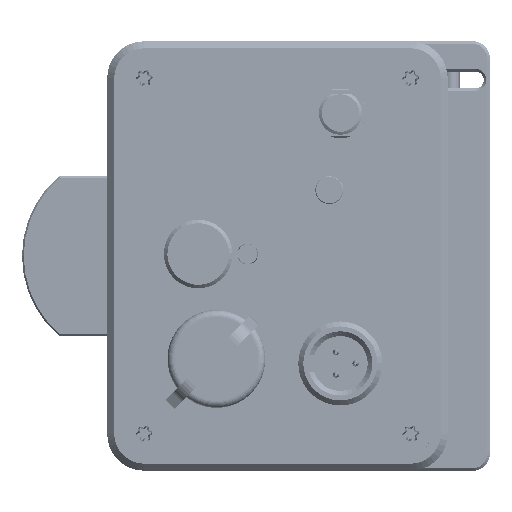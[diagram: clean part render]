
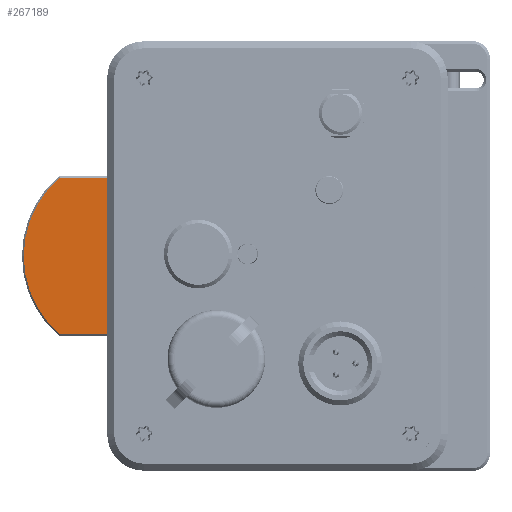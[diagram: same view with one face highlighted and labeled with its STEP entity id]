
A CAD part, left-side view. The second image highlights one B-rep face of the part: STEP entity #267189.
In plain terms, the highlighted planar face has unit normal (-1, 0, 0).
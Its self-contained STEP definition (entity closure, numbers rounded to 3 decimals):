
#7901 = CARTESIAN_POINT ( 'NONE',  ( 20.31, 10.757, 5.25 ) ) ;
#8265 = CIRCLE ( 'NONE', #64157, 1.25 ) ;
#10274 = EDGE_CURVE ( 'NONE', #201320, #52417, #291963, .T. ) ;
#12228 = CIRCLE ( 'NONE', #44631, 1.25 ) ;
#23226 = EDGE_CURVE ( 'NONE', #209398, #296174, #40743, .T. ) ;
#27463 = CARTESIAN_POINT ( 'NONE',  ( 20.31, 7.106, -3.092 ) ) ;
#29470 = CARTESIAN_POINT ( 'NONE',  ( 20.31, 10.757, 0. ) ) ;
#31341 = DIRECTION ( 'NONE',  ( 0., -1., 0. ) ) ;
#34556 = CARTESIAN_POINT ( 'NONE',  ( 20.31, 10.757, -5.25 ) ) ;
#37575 = AXIS2_PLACEMENT_3D ( 'NONE', #220313, #80669, #243780 ) ;
#40743 = LINE ( 'NONE', #73679, #95503 ) ;
#44631 = AXIS2_PLACEMENT_3D ( 'NONE', #29470, #192508, #52851 ) ;
#47478 = CARTESIAN_POINT ( 'NONE',  ( 20.31, 21.514, 0. ) ) ;
#49303 = EDGE_CURVE ( 'NONE', #209420, #279113, #169913, .T. ) ;
#52417 = VERTEX_POINT ( 'NONE', #127401 ) ;
#52578 = FACE_BOUND ( 'NONE', #97183, .T. ) ;
#52851 = DIRECTION ( 'NONE',  ( 0., 1., 0. ) ) ;
#54577 = CARTESIAN_POINT ( 'NONE',  ( 20.31, 21.514, 0. ) ) ;
#54727 = CARTESIAN_POINT ( 'NONE',  ( 20.31, 13.227, 5.25 ) ) ;
#58010 = DIRECTION ( 'NONE',  ( 0., -1., 0. ) ) ;
#58111 = DIRECTION ( 'NONE',  ( 1., 0., 0. ) ) ;
#61034 = AXIS2_PLACEMENT_3D ( 'NONE', #210365, #70783, #233896 ) ;
#64157 = AXIS2_PLACEMENT_3D ( 'NONE', #197682, #58111, #221209 ) ;
#68160 = CIRCLE ( 'NONE', #87027, 14.736 ) ;
#70783 = DIRECTION ( 'NONE',  ( 1., 0., 0. ) ) ;
#70951 = DIRECTION ( 'NONE',  ( 0., 1., 0. ) ) ;
#71066 = CARTESIAN_POINT ( 'NONE',  ( 20.31, 21.514, 0. ) ) ;
#71240 = VERTEX_POINT ( 'NONE', #252277 ) ;
#73679 = CARTESIAN_POINT ( 'NONE',  ( 20.31, 21.514, 11.18 ) ) ;
#74534 = VERTEX_POINT ( 'NONE', #149802 ) ;
#75921 = DIRECTION ( 'NONE',  ( -1., 0., 0. ) ) ;
#78078 = DIRECTION ( 'NONE',  ( 0., 1., 0. ) ) ;
#80669 = DIRECTION ( 'NONE',  ( -1., 0., 0. ) ) ;
#82592 = ORIENTED_EDGE ( 'NONE', *, *, #299280, .F. ) ;
#87027 = AXIS2_PLACEMENT_3D ( 'NONE', #71066, #234178, #94525 ) ;
#88167 = DIRECTION ( 'NONE',  ( 0., -1., 0. ) ) ;
#92895 = EDGE_CURVE ( 'NONE', #137842, #269746, #8265, .T. ) ;
#93395 = CIRCLE ( 'NONE', #192407, 14.736 ) ;
#94525 = DIRECTION ( 'NONE',  ( 0., 1., 0. ) ) ;
#95503 = VECTOR ( 'NONE', #260255, 1000. ) ;
#97183 = EDGE_LOOP ( 'NONE', ( #112342, #163367 ) ) ;
#98018 = CARTESIAN_POINT ( 'NONE',  ( 20.31, 0., 0. ) ) ;
#98290 = EDGE_CURVE ( 'NONE', #74534, #285885, #93395, .T. ) ;
#102476 = CARTESIAN_POINT ( 'NONE',  ( 20.31, 21.514, 0. ) ) ;
#102813 = CARTESIAN_POINT ( 'NONE',  ( 20.31, 31.114, 11.18 ) ) ;
#107251 = FACE_BOUND ( 'NONE', #156529, .T. ) ;
#108114 = EDGE_CURVE ( 'NONE', #296174, #74534, #278441, .T. ) ;
#112342 = ORIENTED_EDGE ( 'NONE', *, *, #10274, .F. ) ;
#113277 = AXIS2_PLACEMENT_3D ( 'NONE', #7901, #170961, #31341 ) ;
#120408 = CARTESIAN_POINT ( 'NONE',  ( 20.31, 11.914, -11.18 ) ) ;
#121426 = DIRECTION ( 'NONE',  ( 0., 1., 0. ) ) ;
#124401 = EDGE_CURVE ( 'NONE', #220317, #190696, #68160, .T. ) ;
#125923 = DIRECTION ( 'NONE',  ( 0., 1., 0. ) ) ;
#127401 = CARTESIAN_POINT ( 'NONE',  ( 20.31, 13.227, -5.25 ) ) ;
#130175 = EDGE_CURVE ( 'NONE', #190696, #71240, #167841, .T. ) ;
#137842 = VERTEX_POINT ( 'NONE', #240003 ) ;
#142325 = EDGE_CURVE ( 'NONE', #269746, #137842, #12228, .T. ) ;
#146451 = EDGE_CURVE ( 'NONE', #71240, #209398, #280751, .T. ) ;
#148703 = ORIENTED_EDGE ( 'NONE', *, *, #108114, .T. ) ;
#149802 = CARTESIAN_POINT ( 'NONE',  ( 20.31, 36.25, 0. ) ) ;
#150513 = EDGE_CURVE ( 'NONE', #52417, #201320, #200584, .T. ) ;
#153835 = ORIENTED_EDGE ( 'NONE', *, *, #247585, .T. ) ;
#156529 = EDGE_LOOP ( 'NONE', ( #160951, #164099 ) ) ;
#160951 = ORIENTED_EDGE ( 'NONE', *, *, #92895, .T. ) ;
#163367 = ORIENTED_EDGE ( 'NONE', *, *, #150513, .F. ) ;
#164099 = ORIENTED_EDGE ( 'NONE', *, *, #142325, .T. ) ;
#165071 = CIRCLE ( 'NONE', #237950, 2.47 ) ;
#167841 = CIRCLE ( 'NONE', #201745, 7.75 ) ;
#169913 = CIRCLE ( 'NONE', #113277, 2.47 ) ;
#170545 = AXIS2_PLACEMENT_3D ( 'NONE', #47478, #210516, #70951 ) ;
#170961 = DIRECTION ( 'NONE',  ( -1., 0., 0. ) ) ;
#171486 = ORIENTED_EDGE ( 'NONE', *, *, #130175, .T. ) ;
#176876 = CARTESIAN_POINT ( 'NONE',  ( 20.31, 21.514, -11.18 ) ) ;
#177656 = LINE ( 'NONE', #176876, #232413 ) ;
#183298 = AXIS2_PLACEMENT_3D ( 'NONE', #34556, #197582, #58010 ) ;
#190696 = VERTEX_POINT ( 'NONE', #27463 ) ;
#192407 = AXIS2_PLACEMENT_3D ( 'NONE', #102476, #265598, #125923 ) ;
#192508 = DIRECTION ( 'NONE',  ( 1., 0., 0. ) ) ;
#197582 = DIRECTION ( 'NONE',  ( -1., 0., 0. ) ) ;
#197682 = CARTESIAN_POINT ( 'NONE',  ( 20.31, 10.757, 0. ) ) ;
#200584 = CIRCLE ( 'NONE', #37575, 2.47 ) ;
#201320 = VERTEX_POINT ( 'NONE', #288338 ) ;
#201409 = EDGE_LOOP ( 'NONE', ( #82592, #224131 ) ) ;
#201745 = AXIS2_PLACEMENT_3D ( 'NONE', #98018, #261134, #121426 ) ;
#209398 = VERTEX_POINT ( 'NONE', #287314 ) ;
#209420 = VERTEX_POINT ( 'NONE', #54727 ) ;
#210365 = CARTESIAN_POINT ( 'NONE',  ( 20.31, 21.514, 0. ) ) ;
#210516 = DIRECTION ( 'NONE',  ( -1., 0., 0. ) ) ;
#215540 = CARTESIAN_POINT ( 'NONE',  ( 20.31, 10.757, 5.25 ) ) ;
#217686 = DIRECTION ( 'NONE',  ( -1., 0., 0. ) ) ;
#220313 = CARTESIAN_POINT ( 'NONE',  ( 20.31, 10.757, -5.25 ) ) ;
#220317 = VERTEX_POINT ( 'NONE', #120408 ) ;
#221209 = DIRECTION ( 'NONE',  ( 0., 1., 0. ) ) ;
#224015 = CARTESIAN_POINT ( 'NONE',  ( 20.31, 9.507, 0. ) ) ;
#224131 = ORIENTED_EDGE ( 'NONE', *, *, #49303, .F. ) ;
#224729 = CARTESIAN_POINT ( 'NONE',  ( 20.31, 8.287, 5.25 ) ) ;
#231311 = FACE_BOUND ( 'NONE', #201409, .T. ) ;
#232413 = VECTOR ( 'NONE', #88167, 1000. ) ;
#233896 = DIRECTION ( 'NONE',  ( 0., 1., 0. ) ) ;
#234178 = DIRECTION ( 'NONE',  ( -1., 0., 0. ) ) ;
#237950 = AXIS2_PLACEMENT_3D ( 'NONE', #215540, #75921, #239043 ) ;
#238683 = FACE_OUTER_BOUND ( 'NONE', #248081, .T. ) ;
#239043 = DIRECTION ( 'NONE',  ( 0., -1., 0. ) ) ;
#240003 = CARTESIAN_POINT ( 'NONE',  ( 20.31, 12.007, 0. ) ) ;
#241491 = AXIS2_PLACEMENT_3D ( 'NONE', #54577, #217686, #78078 ) ;
#243193 = ORIENTED_EDGE ( 'NONE', *, *, #98290, .T. ) ;
#243780 = DIRECTION ( 'NONE',  ( 0., -1., 0. ) ) ;
#247585 = EDGE_CURVE ( 'NONE', #285885, #220317, #177656, .T. ) ;
#248081 = EDGE_LOOP ( 'NONE', ( #153835, #294424, #171486, #275386, #263093, #148703, #243193 ) ) ;
#252277 = CARTESIAN_POINT ( 'NONE',  ( 20.31, 7.106, 3.092 ) ) ;
#256325 = PLANE ( 'NONE',  #61034 ) ;
#260255 = DIRECTION ( 'NONE',  ( 0., 1., 0. ) ) ;
#261134 = DIRECTION ( 'NONE',  ( 1., 0., 0. ) ) ;
#262011 = CARTESIAN_POINT ( 'NONE',  ( 20.31, 31.114, -11.18 ) ) ;
#263093 = ORIENTED_EDGE ( 'NONE', *, *, #23226, .T. ) ;
#265598 = DIRECTION ( 'NONE',  ( -1., 0., 0. ) ) ;
#267189 = ADVANCED_FACE ( 'NONE', ( #238683, #231311, #52578, #107251 ), #256325, .F. ) ;
#269746 = VERTEX_POINT ( 'NONE', #224015 ) ;
#275386 = ORIENTED_EDGE ( 'NONE', *, *, #146451, .T. ) ;
#278441 = CIRCLE ( 'NONE', #241491, 14.736 ) ;
#279113 = VERTEX_POINT ( 'NONE', #224729 ) ;
#280751 = CIRCLE ( 'NONE', #170545, 14.736 ) ;
#285885 = VERTEX_POINT ( 'NONE', #262011 ) ;
#287314 = CARTESIAN_POINT ( 'NONE',  ( 20.31, 11.914, 11.18 ) ) ;
#288338 = CARTESIAN_POINT ( 'NONE',  ( 20.31, 8.287, -5.25 ) ) ;
#291963 = CIRCLE ( 'NONE', #183298, 2.47 ) ;
#294424 = ORIENTED_EDGE ( 'NONE', *, *, #124401, .T. ) ;
#296174 = VERTEX_POINT ( 'NONE', #102813 ) ;
#299280 = EDGE_CURVE ( 'NONE', #279113, #209420, #165071, .T. ) ;
